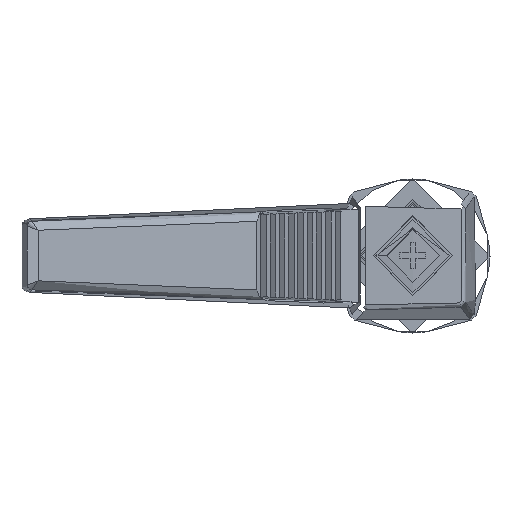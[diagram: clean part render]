
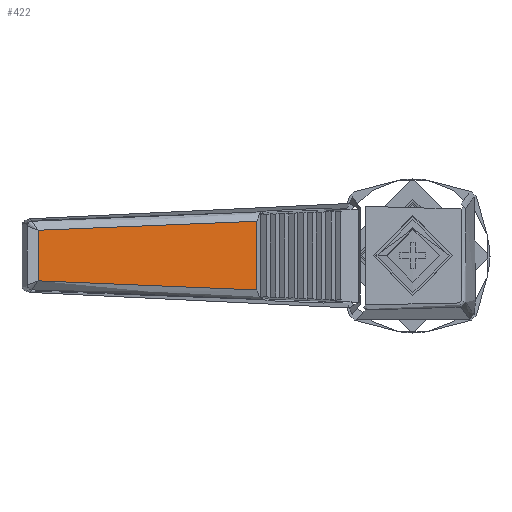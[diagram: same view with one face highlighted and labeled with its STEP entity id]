
A CAD part, top view. The second image highlights one B-rep face of the part: STEP entity #422.
In plain terms, the highlighted planar face has unit normal (0.161, 0, 0.987).
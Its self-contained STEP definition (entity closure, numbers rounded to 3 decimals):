
#422 = ADVANCED_FACE( '', ( #895 ), #896, .T. );
#895 = FACE_OUTER_BOUND( '', #3551, .T. );
#896 = PLANE( '', #3552 );
#3551 = EDGE_LOOP( '', ( #4679, #4680, #4681, #4682 ) );
#3552 = AXIS2_PLACEMENT_3D( '', #4683, #4684, #4685 );
#4679 = ORIENTED_EDGE( '', *, *, #5243, .T. );
#4680 = ORIENTED_EDGE( '', *, *, #4969, .T. );
#4681 = ORIENTED_EDGE( '', *, *, #4891, .T. );
#4682 = ORIENTED_EDGE( '', *, *, #5027, .T. );
#4683 = CARTESIAN_POINT( '', ( -3.654, 5.09, 18.725 ) );
#4684 = DIRECTION( '', ( 0.161, 0., 0.987 ) );
#4685 = DIRECTION( '', ( 0.987, 0., -0.161 ) );
#4891 = EDGE_CURVE( '', #5405, #5406, #5407, .F. );
#4969 = EDGE_CURVE( '', #5537, #5405, #5538, .T. );
#5027 = EDGE_CURVE( '', #5406, #5634, #5635, .T. );
#5243 = EDGE_CURVE( '', #5634, #5537, #5935, .T. );
#5405 = VERTEX_POINT( '', #6350 );
#5406 = VERTEX_POINT( '', #6351 );
#5407 = LINE( '', #6352, #6353 );
#5537 = VERTEX_POINT( '', #7032 );
#5538 = B_SPLINE_CURVE_WITH_KNOTS( '', 3, ( #7033, #7034, #7035, #7036, #7037, #7038 ), .UNSPECIFIED., .F., .F., ( 4, 2, 4 ), ( 0., 0.012, 0.024 ), .UNSPECIFIED. );
#5634 = VERTEX_POINT( '', #7310 );
#5635 = B_SPLINE_CURVE_WITH_KNOTS( '', 3, ( #7311, #7312, #7313, #7314, #7315, #7316 ), .UNSPECIFIED., .F., .F., ( 4, 2, 4 ), ( 0., 0.012, 0.024 ), .UNSPECIFIED. );
#5935 = LINE( '', #8048, #8049 );
#6350 = CARTESIAN_POINT( '', ( -40.163, 2.712, 24.693 ) );
#6351 = CARTESIAN_POINT( '', ( -40.163, -2.712, 24.693 ) );
#6352 = CARTESIAN_POINT( '', ( -40.163, -3.527, 24.693 ) );
#6353 = VECTOR( '', #8322, 1000. );
#7032 = CARTESIAN_POINT( '', ( -16.706, 3.678, 20.859 ) );
#7033 = CARTESIAN_POINT( '', ( -16.706, 3.678, 20.859 ) );
#7034 = CARTESIAN_POINT( '', ( -20.616, 3.516, 21.498 ) );
#7035 = CARTESIAN_POINT( '', ( -24.525, 3.355, 22.137 ) );
#7036 = CARTESIAN_POINT( '', ( -32.344, 3.033, 23.415 ) );
#7037 = CARTESIAN_POINT( '', ( -36.254, 2.872, 24.054 ) );
#7038 = CARTESIAN_POINT( '', ( -40.163, 2.712, 24.693 ) );
#7310 = CARTESIAN_POINT( '', ( -16.706, -3.678, 20.859 ) );
#7311 = CARTESIAN_POINT( '', ( -40.163, -2.712, 24.693 ) );
#7312 = CARTESIAN_POINT( '', ( -36.254, -2.872, 24.054 ) );
#7313 = CARTESIAN_POINT( '', ( -32.344, -3.033, 23.415 ) );
#7314 = CARTESIAN_POINT( '', ( -24.525, -3.355, 22.137 ) );
#7315 = CARTESIAN_POINT( '', ( -20.616, -3.516, 21.498 ) );
#7316 = CARTESIAN_POINT( '', ( -16.706, -3.678, 20.859 ) );
#8048 = CARTESIAN_POINT( '', ( -16.706, 5.09, 20.859 ) );
#8049 = VECTOR( '', #8622, 1000. );
#8322 = DIRECTION( '', ( 0., 1., 0. ) );
#8622 = DIRECTION( '', ( 0., 1., 0. ) );
